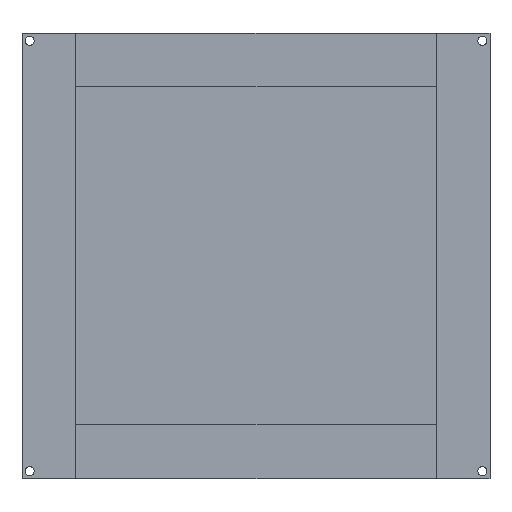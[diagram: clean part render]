
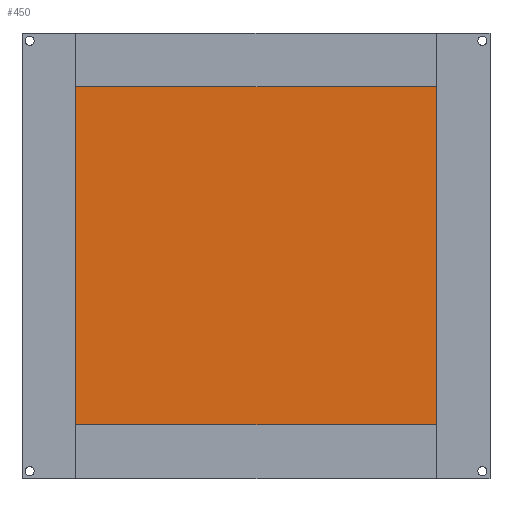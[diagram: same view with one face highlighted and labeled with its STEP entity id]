
A CAD part, top view. The second image highlights one B-rep face of the part: STEP entity #450.
In plain terms, the highlighted planar face has unit normal (0, 0, 1).
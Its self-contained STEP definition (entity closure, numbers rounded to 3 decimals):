
#211 = DIRECTION ( 'NONE',  ( 1., 0., 0. ) ) ;
#289 = CARTESIAN_POINT ( 'NONE',  ( 211., -198.5, 0. ) ) ;
#341 = EDGE_CURVE ( 'NONE', #1463, #1521, #727, .T. ) ;
#351 = ORIENTED_EDGE ( 'NONE', *, *, #341, .F. ) ;
#449 = EDGE_CURVE ( 'NONE', #601, #1463, #1361, .T. ) ;
#450 = ADVANCED_FACE ( 'NONE', ( #960 ), #678, .T. ) ;
#463 = VECTOR ( 'NONE', #805, 1000. ) ;
#512 = VERTEX_POINT ( 'NONE', #1777 ) ;
#601 = VERTEX_POINT ( 'NONE', #1780 ) ;
#650 = DIRECTION ( 'NONE',  ( 0., 1., 0. ) ) ;
#678 = PLANE ( 'NONE',  #1116 ) ;
#727 = LINE ( 'NONE', #940, #463 ) ;
#796 = ORIENTED_EDGE ( 'NONE', *, *, #885, .F. ) ;
#805 = DIRECTION ( 'NONE',  ( 0., -1., 0. ) ) ;
#885 = EDGE_CURVE ( 'NONE', #1521, #512, #1897, .T. ) ;
#940 = CARTESIAN_POINT ( 'NONE',  ( 211., -198.5, 0. ) ) ;
#941 = CARTESIAN_POINT ( 'NONE',  ( -211., -198.5, 0. ) ) ;
#960 = FACE_OUTER_BOUND ( 'NONE', #1947, .T. ) ;
#1063 = EDGE_CURVE ( 'NONE', #512, #601, #1295, .T. ) ;
#1116 = AXIS2_PLACEMENT_3D ( 'NONE', #1902, #1761, #1461 ) ;
#1134 = CARTESIAN_POINT ( 'NONE',  ( 211., 201.5, 0. ) ) ;
#1242 = DIRECTION ( 'NONE',  ( -1., 0., 0. ) ) ;
#1284 = VECTOR ( 'NONE', #211, 1000. ) ;
#1295 = LINE ( 'NONE', #941, #1373 ) ;
#1310 = CARTESIAN_POINT ( 'NONE',  ( 211., 201.5, 0. ) ) ;
#1330 = CARTESIAN_POINT ( 'NONE',  ( 211., -198.5, 0. ) ) ;
#1361 = LINE ( 'NONE', #1134, #1284 ) ;
#1373 = VECTOR ( 'NONE', #650, 1000. ) ;
#1449 = ORIENTED_EDGE ( 'NONE', *, *, #449, .F. ) ;
#1461 = DIRECTION ( 'NONE',  ( 1., 0., 0. ) ) ;
#1463 = VERTEX_POINT ( 'NONE', #1310 ) ;
#1488 = VECTOR ( 'NONE', #1242, 1000. ) ;
#1521 = VERTEX_POINT ( 'NONE', #1330 ) ;
#1742 = ORIENTED_EDGE ( 'NONE', *, *, #1063, .F. ) ;
#1761 = DIRECTION ( 'NONE',  ( 0., 0., 1. ) ) ;
#1777 = CARTESIAN_POINT ( 'NONE',  ( -211., -198.5, 0. ) ) ;
#1780 = CARTESIAN_POINT ( 'NONE',  ( -211., 201.5, 0. ) ) ;
#1897 = LINE ( 'NONE', #289, #1488 ) ;
#1902 = CARTESIAN_POINT ( 'NONE',  ( 0., 0., 0. ) ) ;
#1947 = EDGE_LOOP ( 'NONE', ( #1742, #796, #351, #1449 ) ) ;
